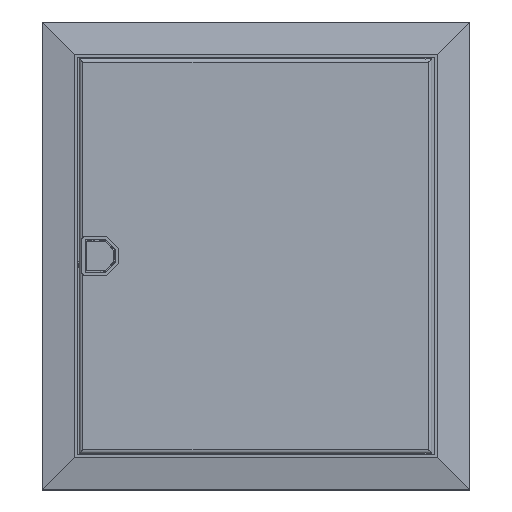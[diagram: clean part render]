
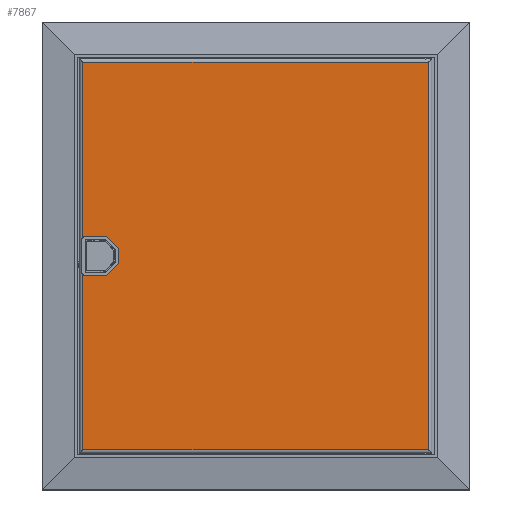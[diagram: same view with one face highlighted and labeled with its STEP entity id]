
A CAD part, top view. The second image highlights one B-rep face of the part: STEP entity #7867.
In plain terms, the highlighted planar face has unit normal (0, 0, 1).
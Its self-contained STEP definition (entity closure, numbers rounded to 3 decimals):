
#7867=ADVANCED_FACE('',(#22951),#22952,.F.);
#9035=VERTEX_POINT('',#24248);
#9039=VERTEX_POINT('',#24252);
#9041=EDGE_CURVE('',#9039,#9035,#24254,.T.);
#9049=VERTEX_POINT('',#24262);
#9059=VERTEX_POINT('',#24272);
#9063=EDGE_CURVE('',#9049,#9059,#24276,.F.);
#9065=VERTEX_POINT('',#24278);
#9073=EDGE_CURVE('',#9065,#9049,#24286,.F.);
#9075=VERTEX_POINT('',#24288);
#9083=EDGE_CURVE('',#9075,#9065,#24296,.F.);
#9371=VERTEX_POINT('',#24584);
#9379=EDGE_CURVE('',#9371,#9075,#24592,.F.);
#9397=VERTEX_POINT('',#24610);
#9401=EDGE_CURVE('',#9059,#9397,#24614,.F.);
#9403=VERTEX_POINT('',#24616);
#9405=EDGE_CURVE('',#9403,#9039,#24618,.T.);
#9409=VERTEX_POINT('',#24622);
#9413=EDGE_CURVE('',#9035,#9409,#24626,.T.);
#9415=VERTEX_POINT('',#24628);
#9417=EDGE_CURVE('',#9415,#9371,#24630,.F.);
#9419=VERTEX_POINT('',#24632);
#9421=EDGE_CURVE('',#9397,#9419,#24634,.F.);
#9423=EDGE_CURVE('',#9419,#9403,#24636,.T.);
#9425=EDGE_CURVE('',#9409,#9415,#24638,.T.);
#22951=FACE_OUTER_BOUND('',#39210,.T.);
#22952=PLANE('',#39211);
#24248=CARTESIAN_POINT('',(329.8,365.8,102.0));
#24252=CARTESIAN_POINT('',(329.8,34.2,102.0));
#24254=LINE('',#41085,#41086);
#24262=CARTESIAN_POINT('',(64.921,193.412,102.0));
#24272=CARTESIAN_POINT('',(54.597,183.442,102.0));
#24276=LINE('',#41176,#41177);
#24278=CARTESIAN_POINT('',(64.921,206.485,102.0));
#24286=LINE('',#41192,#41193);
#24288=CARTESIAN_POINT('',(54.61,216.442,102.0));
#24296=LINE('',#41208,#41209);
#24584=CARTESIAN_POINT('',(36.421,216.442,102.0));
#24592=LINE('',#41696,#41697);
#24610=CARTESIAN_POINT('',(36.421,183.442,102.0));
#24614=LINE('',#41730,#41731);
#24616=CARTESIAN_POINT('',(34.5,34.2,102.0));
#24618=LINE('',#41736,#41737);
#24622=CARTESIAN_POINT('',(34.5,365.8,102.0));
#24626=LINE('',#41864,#41865);
#24628=CARTESIAN_POINT('',(34.5,215.747,102.0));
#24630=CIRCLE('',#41870,3.0);
#24632=CARTESIAN_POINT('',(34.5,184.138,102.0));
#24634=CIRCLE('',#41875,3.0);
#24636=LINE('',#41878,#41879);
#24638=LINE('',#41882,#41883);
#39210=EDGE_LOOP('',(#70555,#70556,#70557,#70558,#70559,#70560,#70561,#70562,#70563,#70564,#70565,#70566));
#39211=AXIS2_PLACEMENT_3D('',#70567,#70568,#70569);
#41085=CARTESIAN_POINT('',(329.8,34.2,102.0));
#41086=VECTOR('',#72270,331.6);
#41176=CARTESIAN_POINT('',(62.352,190.931,102.0));
#41177=VECTOR('',#72275,1.0);
#41192=CARTESIAN_POINT('',(64.921,191.743,102.0));
#41193=VECTOR('',#72278,1.0);
#41208=CARTESIAN_POINT('',(68.664,202.871,102.0));
#41209=VECTOR('',#72281,1.0);
#41696=CARTESIAN_POINT('',(53.631,216.442,102.0));
#41697=VECTOR('',#72407,1.0);
#41730=CARTESIAN_POINT('',(62.719,183.442,102.0));
#41731=VECTOR('',#72418,1.0);
#41736=CARTESIAN_POINT('',(34.5,34.2,102.0));
#41737=VECTOR('',#72419,295.3);
#41864=CARTESIAN_POINT('',(329.8,365.8,102.0));
#41865=VECTOR('',#72420,295.3);
#41870=AXIS2_PLACEMENT_3D('',#72421,#72422,#72423);
#41875=AXIS2_PLACEMENT_3D('',#72424,#72425,#72426);
#41878=CARTESIAN_POINT('',(34.5,184.75,102.0));
#41879=VECTOR('',#72427,150.55);
#41882=CARTESIAN_POINT('',(34.5,365.8,102.0));
#41883=VECTOR('',#72428,150.55);
#70555=ORIENTED_EDGE('',*,*,#9417,.T.);
#70556=ORIENTED_EDGE('',*,*,#9379,.T.);
#70557=ORIENTED_EDGE('',*,*,#9083,.T.);
#70558=ORIENTED_EDGE('',*,*,#9073,.T.);
#70559=ORIENTED_EDGE('',*,*,#9063,.T.);
#70560=ORIENTED_EDGE('',*,*,#9401,.T.);
#70561=ORIENTED_EDGE('',*,*,#9421,.T.);
#70562=ORIENTED_EDGE('',*,*,#9423,.T.);
#70563=ORIENTED_EDGE('',*,*,#9405,.T.);
#70564=ORIENTED_EDGE('',*,*,#9041,.T.);
#70565=ORIENTED_EDGE('',*,*,#9413,.T.);
#70566=ORIENTED_EDGE('',*,*,#9425,.T.);
#70567=CARTESIAN_POINT('',(182.55,200.0,102.0));
#70568=DIRECTION('',(0.0,0.0,-1.0));
#70569=DIRECTION('',(1.0,0.0,0.0));
#72270=DIRECTION('',(0.0,1.0,0.0));
#72275=DIRECTION('',(0.719,0.695,0.0));
#72278=DIRECTION('',(0.0,1.0,0.0));
#72281=DIRECTION('',(-0.719,0.695,0.0));
#72407=DIRECTION('',(-1.0,0.0,0.0));
#72418=DIRECTION('',(1.0,0.0,0.0));
#72419=DIRECTION('',(1.0,0.0,0.0));
#72420=DIRECTION('',(-1.0,0.0,0.0));
#72421=CARTESIAN_POINT('',(36.421,213.442,102.0));
#72422=DIRECTION('',(0.0,0.0,1.0));
#72423=DIRECTION('',(1.0,0.0,0.0));
#72424=CARTESIAN_POINT('',(36.421,186.442,102.0));
#72425=DIRECTION('',(0.0,0.0,1.0));
#72426=DIRECTION('',(1.0,0.0,0.0));
#72427=DIRECTION('',(0.0,-1.0,0.0));
#72428=DIRECTION('',(0.0,-1.0,0.0));
